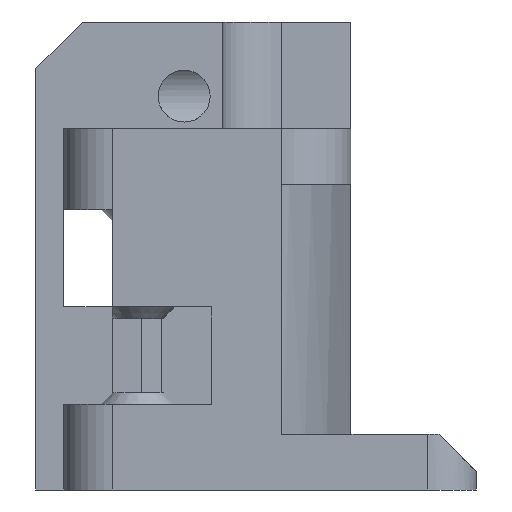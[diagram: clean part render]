
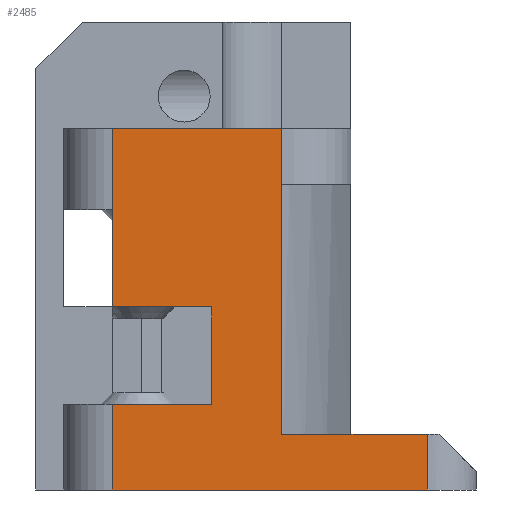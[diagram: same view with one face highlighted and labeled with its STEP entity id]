
A CAD part, left-side view. The second image highlights one B-rep face of the part: STEP entity #2485.
In plain terms, the highlighted planar face has unit normal (-1, 0, 0).
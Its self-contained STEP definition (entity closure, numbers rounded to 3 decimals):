
#751 = VERTEX_POINT('',#752);
#752 = CARTESIAN_POINT('',(150.,39.25,30.25));
#856 = VERTEX_POINT('',#857);
#857 = CARTESIAN_POINT('',(150.,13.5,6.));
#863 = EDGE_CURVE('',#864,#856,#866,.T.);
#864 = VERTEX_POINT('',#865);
#865 = CARTESIAN_POINT('',(150.,5.25,6.));
#866 = LINE('',#867,#868);
#867 = CARTESIAN_POINT('',(150.,29.,6.));
#868 = VECTOR('',#869,1.);
#869 = DIRECTION('',(0.,1.,0.));
#957 = VERTEX_POINT('',#958);
#958 = CARTESIAN_POINT('',(150.,21.,6.));
#964 = EDGE_CURVE('',#957,#856,#965,.T.);
#965 = LINE('',#966,#967);
#966 = CARTESIAN_POINT('',(150.,13.5,6.));
#967 = VECTOR('',#968,1.);
#968 = DIRECTION('',(0.,-1.,0.));
#1014 = VERTEX_POINT('',#1015);
#1015 = CARTESIAN_POINT('',(150.,5.25,0.));
#1022 = EDGE_CURVE('',#1023,#1014,#1025,.T.);
#1023 = VERTEX_POINT('',#1024);
#1024 = CARTESIAN_POINT('',(150.,39.25,0.));
#1025 = LINE('',#1026,#1027);
#1026 = CARTESIAN_POINT('',(150.,44.5,0.));
#1027 = VECTOR('',#1028,1.);
#1028 = DIRECTION('',(-0.,-1.,-0.));
#1109 = VERTEX_POINT('',#1110);
#1110 = CARTESIAN_POINT('',(150.,21.,39.));
#1118 = EDGE_CURVE('',#1109,#957,#1119,.T.);
#1119 = LINE('',#1120,#1121);
#1120 = CARTESIAN_POINT('',(150.,21.,39.));
#1121 = VECTOR('',#1122,1.);
#1122 = DIRECTION('',(-0.,-0.,-1.));
#1193 = VERTEX_POINT('',#1194);
#1194 = CARTESIAN_POINT('',(150.,39.25,19.75));
#1200 = EDGE_CURVE('',#1201,#1193,#1203,.T.);
#1201 = VERTEX_POINT('',#1202);
#1202 = CARTESIAN_POINT('',(150.,28.5,19.75));
#1203 = LINE('',#1204,#1205);
#1204 = CARTESIAN_POINT('',(150.,28.5,19.75));
#1205 = VECTOR('',#1206,1.);
#1206 = DIRECTION('',(0.,1.,0.));
#1306 = VERTEX_POINT('',#1307);
#1307 = CARTESIAN_POINT('',(150.,28.5,9.25));
#1313 = EDGE_CURVE('',#1314,#1306,#1316,.T.);
#1314 = VERTEX_POINT('',#1315);
#1315 = CARTESIAN_POINT('',(150.,39.25,9.25));
#1316 = LINE('',#1317,#1318);
#1317 = CARTESIAN_POINT('',(150.,44.5,9.25));
#1318 = VECTOR('',#1319,1.);
#1319 = DIRECTION('',(-0.,-1.,-0.));
#1475 = EDGE_CURVE('',#1109,#1476,#1478,.T.);
#1476 = VERTEX_POINT('',#1477);
#1477 = CARTESIAN_POINT('',(150.,39.25,39.));
#1478 = LINE('',#1479,#1480);
#1479 = CARTESIAN_POINT('',(150.,32.75,39.));
#1480 = VECTOR('',#1481,1.);
#1481 = DIRECTION('',(0.,1.,0.));
#2248 = EDGE_CURVE('',#751,#1193,#2249,.T.);
#2249 = LINE('',#2250,#2251);
#2250 = CARTESIAN_POINT('',(150.,39.25,30.25));
#2251 = VECTOR('',#2252,1.);
#2252 = DIRECTION('',(0.,0.,-1.));
#2265 = EDGE_CURVE('',#751,#1476,#2266,.T.);
#2266 = LINE('',#2267,#2268);
#2267 = CARTESIAN_POINT('',(150.,39.25,0.));
#2268 = VECTOR('',#2269,1.);
#2269 = DIRECTION('',(0.,0.,1.));
#2467 = EDGE_CURVE('',#1014,#864,#2468,.T.);
#2468 = LINE('',#2469,#2470);
#2469 = CARTESIAN_POINT('',(150.,5.25,0.));
#2470 = VECTOR('',#2471,1.);
#2471 = DIRECTION('',(0.,0.,1.));
#2485 = ADVANCED_FACE('',(#2486),#2510,.T.);
#2486 = FACE_BOUND('',#2487,.T.);
#2487 = EDGE_LOOP('',(#2488,#2494,#2495,#2496,#2497,#2498,#2499,#2500,
    #2501,#2502,#2503,#2509));
#2488 = ORIENTED_EDGE('',*,*,#2489,.F.);
#2489 = EDGE_CURVE('',#1023,#1314,#2490,.T.);
#2490 = LINE('',#2491,#2492);
#2491 = CARTESIAN_POINT('',(150.,39.25,0.));
#2492 = VECTOR('',#2493,1.);
#2493 = DIRECTION('',(0.,0.,1.));
#2494 = ORIENTED_EDGE('',*,*,#1022,.T.);
#2495 = ORIENTED_EDGE('',*,*,#2467,.T.);
#2496 = ORIENTED_EDGE('',*,*,#863,.T.);
#2497 = ORIENTED_EDGE('',*,*,#964,.F.);
#2498 = ORIENTED_EDGE('',*,*,#1118,.F.);
#2499 = ORIENTED_EDGE('',*,*,#1475,.T.);
#2500 = ORIENTED_EDGE('',*,*,#2265,.F.);
#2501 = ORIENTED_EDGE('',*,*,#2248,.T.);
#2502 = ORIENTED_EDGE('',*,*,#1200,.F.);
#2503 = ORIENTED_EDGE('',*,*,#2504,.F.);
#2504 = EDGE_CURVE('',#1306,#1201,#2505,.T.);
#2505 = LINE('',#2506,#2507);
#2506 = CARTESIAN_POINT('',(150.,28.5,9.25));
#2507 = VECTOR('',#2508,1.);
#2508 = DIRECTION('',(0.,0.,1.));
#2509 = ORIENTED_EDGE('',*,*,#1313,.F.);
#2510 = PLANE('',#2511);
#2511 = AXIS2_PLACEMENT_3D('',#2512,#2513,#2514);
#2512 = CARTESIAN_POINT('',(150.,24.694,17.233));
#2513 = DIRECTION('',(-1.,0.,0.));
#2514 = DIRECTION('',(0.,0.,-1.));
